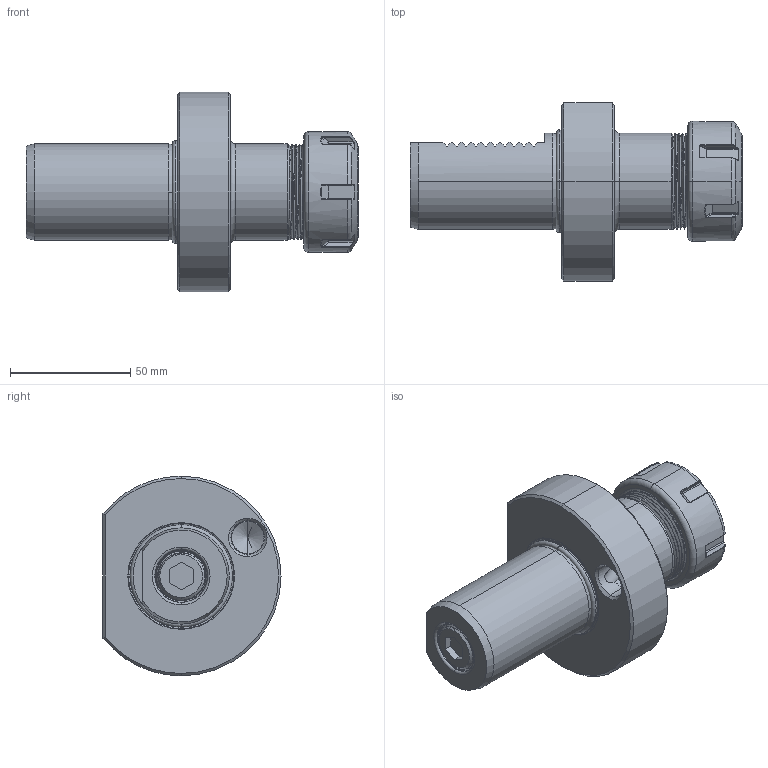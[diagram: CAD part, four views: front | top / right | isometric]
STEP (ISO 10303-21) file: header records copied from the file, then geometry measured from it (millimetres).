
FILE_DESCRIPTION (( 'STEP AP203' ), '1' );
FILE_NAME ('409.02.20.STEP', '2016-11-26T07:08:00', ( '' ), ( '' ), 'SwSTEP 2.0', 'SolidWorks 2012', '' );
FILE_SCHEMA (( 'CONFIG_CONTROL_DESIGN' ));
Length unit declared in the file: millimetre
Products named in the file (6): 2-01.100.0320230C7_ER32螺帽(六溝); 409.02.20; VDI40       ER32; 管螺文螺絲1分之2; O型環38.7; 管螺文螺絲
Assembly tree (5 placements, depth 2):
  409.02.20
    VDI40       ER32
    O型環38.7
    管螺文螺絲
    管螺文螺絲1分之2
    2-01.100.0320230C7_ER32螺帽(六溝)
Bounding box: 138 x 74 x 83 mm (x, y, z)
Volume: 213803.1 mm3; surface area: 53887.5 mm2
Topology: 5 solids, 5 shells, 465 faces, 1192 edges, 739 vertices
Faces by surface type: cylinder 133, plane 109, cone 93, bspline 82, torus 47, sphere 1
Entity records: 49713 total; most frequent: CARTESIAN_POINT 39289, ORIENTED_EDGE 2380, DIRECTION 1586, EDGE_CURVE 1190, VERTEX_POINT 739, AXIS2_PLACEMENT_3D 603, EDGE_LOOP 479, FACE_OUTER_BOUND 465
